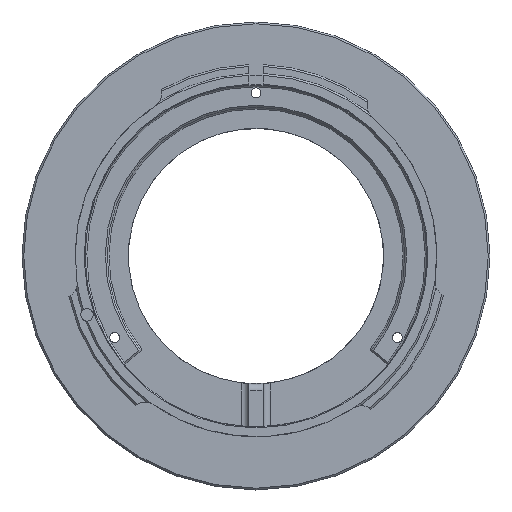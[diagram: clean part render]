
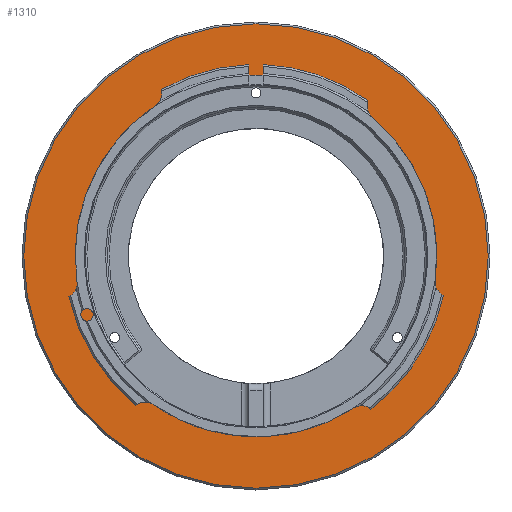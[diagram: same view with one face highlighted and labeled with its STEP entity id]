
A CAD part, top view. The second image highlights one B-rep face of the part: STEP entity #1310.
In plain terms, the highlighted planar face has unit normal (0, 0, 1).
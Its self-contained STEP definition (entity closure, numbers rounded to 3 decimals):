
#320=ORIENTED_EDGE('',*,*,#704,.T.);
#321=ORIENTED_EDGE('',*,*,#705,.F.);
#322=ORIENTED_EDGE('',*,*,#706,.T.);
#704=EDGE_CURVE('',#895,#895,#1005,.T.);
#705=EDGE_CURVE('',#896,#897,#1006,.T.);
#706=EDGE_CURVE('',#896,#897,#1007,.T.);
#895=VERTEX_POINT('',#2065);
#896=VERTEX_POINT('',#2067);
#897=VERTEX_POINT('',#2068);
#1005=CIRCLE('',#1427,32.75);
#1006=CIRCLE('',#1428,25.5);
#1007=CIRCLE('',#1429,0.875);
#1082=EDGE_LOOP('',(#320));
#1083=EDGE_LOOP('',(#321,#322));
#1183=FACE_BOUND('',#1082,.T.);
#1184=FACE_BOUND('',#1083,.T.);
#1268=PLANE('',#1426);
#1310=ADVANCED_FACE('',(#1183,#1184),#1268,.T.);
#1426=AXIS2_PLACEMENT_3D('',#2063,#1638,#1639);
#1427=AXIS2_PLACEMENT_3D('',#2064,#1640,#1641);
#1428=AXIS2_PLACEMENT_3D('',#2066,#1642,#1643);
#1429=AXIS2_PLACEMENT_3D('',#2069,#1644,#1645);
#1638=DIRECTION('',(0.,0.,1.));
#1639=DIRECTION('',(1.,0.,0.));
#1640=DIRECTION('',(0.,0.,1.));
#1641=DIRECTION('',(1.,0.,0.));
#1642=DIRECTION('',(0.,0.,1.));
#1643=DIRECTION('',(1.,0.,0.));
#1644=DIRECTION('',(0.,0.,1.));
#1645=DIRECTION('',(1.,0.,0.));
#2063=CARTESIAN_POINT('',(0.,0.,7.3));
#2064=CARTESIAN_POINT('',(0.,0.,7.3));
#2065=CARTESIAN_POINT('',(32.75,0.,7.3));
#2066=CARTESIAN_POINT('',(0.,0.,7.3));
#2067=CARTESIAN_POINT('',(-23.788,-9.187,7.3));
#2068=CARTESIAN_POINT('',(-24.342,-7.596,7.3));
#2069=CARTESIAN_POINT('',(-23.842,-8.314,7.3));
